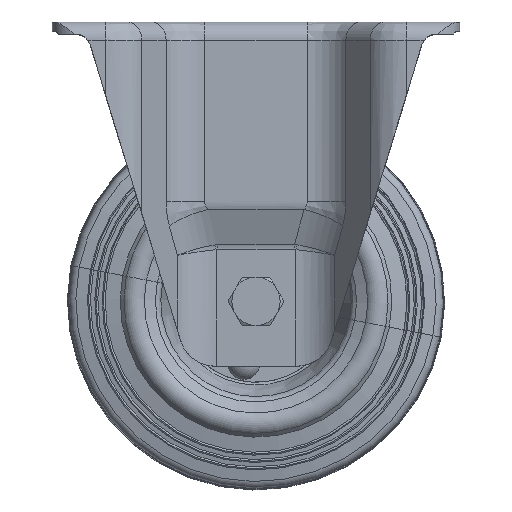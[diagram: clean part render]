
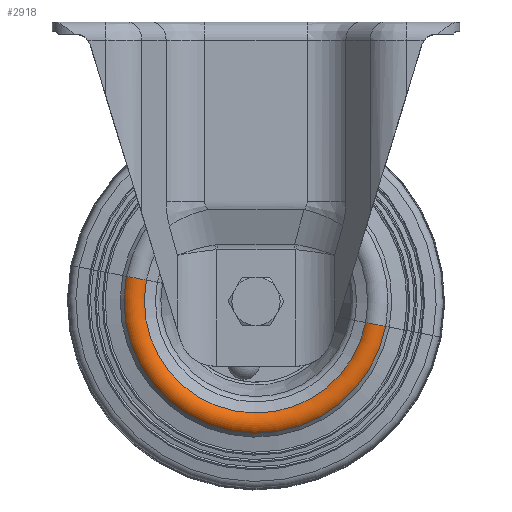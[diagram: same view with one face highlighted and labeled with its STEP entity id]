
A CAD part, top view. The second image highlights one B-rep face of the part: STEP entity #2918.
In plain terms, the highlighted toroidal (fillet/blend) face has major radius 40.354 mm and minor radius 4.5 mm.
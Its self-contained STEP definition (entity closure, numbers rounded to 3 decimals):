
#687 = CIRCLE ( 'NONE', #22465, 43.765 ) ;
#2245 = TOROIDAL_SURFACE ( 'NONE', #5678, 40.354, 4.5 ) ;
#2918 = ADVANCED_FACE ( 'NONE', ( #4617 ), #2245, .T. ) ;
#3747 = CARTESIAN_POINT ( 'NONE',  ( -26.963, -92.5, 14.8 ) ) ;
#4617 = FACE_OUTER_BOUND ( 'NONE', #23942, .T. ) ;
#5678 = AXIS2_PLACEMENT_3D ( 'NONE', #3747, #14099, #31719 ) ;
#5870 = CIRCLE ( 'NONE', #17104, 37. ) ;
#6248 = CARTESIAN_POINT ( 'NONE',  ( -63.291, -85.481, 17.8 ) ) ;
#7430 = DIRECTION ( 'NONE',  ( 0.19, 0.982, 0. ) ) ;
#10039 = CARTESIAN_POINT ( 'NONE',  ( -69.934, -84.198, 17.735 ) ) ;
#11120 = CARTESIAN_POINT ( 'NONE',  ( -66.585, -84.845, 14.8 ) ) ;
#12008 = CARTESIAN_POINT ( 'NONE',  ( -26.963, -92.5, 17.8 ) ) ;
#12110 = AXIS2_PLACEMENT_3D ( 'NONE', #11120, #28790, #13686 ) ;
#12117 = CIRCLE ( 'NONE', #31505, 4.5 ) ;
#13686 = DIRECTION ( 'NONE',  ( 0.982, -0.19, 0. ) ) ;
#13932 = DIRECTION ( 'NONE',  ( 0., 0., -1. ) ) ;
#14099 = DIRECTION ( 'NONE',  ( 0., 0., -1. ) ) ;
#14579 = DIRECTION ( 'NONE',  ( -0.982, 0.19, 0. ) ) ;
#17104 = AXIS2_PLACEMENT_3D ( 'NONE', #12008, #29676, #14579 ) ;
#17579 = VERTEX_POINT ( 'NONE', #32117 ) ;
#19077 = EDGE_CURVE ( 'NONE', #17579, #28215, #5870, .T. ) ;
#19579 = CARTESIAN_POINT ( 'NONE',  ( 16.007, -100.802, 17.735 ) ) ;
#20042 = ORIENTED_EDGE ( 'NONE', *, *, #20971, .F. ) ;
#20971 = EDGE_CURVE ( 'NONE', #24335, #32616, #687, .T. ) ;
#21532 = EDGE_CURVE ( 'NONE', #28215, #32616, #28338, .T. ) ;
#22465 = AXIS2_PLACEMENT_3D ( 'NONE', #29042, #13932, #31569 ) ;
#22601 = CARTESIAN_POINT ( 'NONE',  ( 12.658, -100.155, 14.8 ) ) ;
#23942 = EDGE_LOOP ( 'NONE', ( #24456, #26292, #29544, #20042 ) ) ;
#24335 = VERTEX_POINT ( 'NONE', #19579 ) ;
#24456 = ORIENTED_EDGE ( 'NONE', *, *, #31622, .F. ) ;
#25145 = DIRECTION ( 'NONE',  ( -0.982, 0.19, 0. ) ) ;
#26292 = ORIENTED_EDGE ( 'NONE', *, *, #19077, .T. ) ;
#28215 = VERTEX_POINT ( 'NONE', #6248 ) ;
#28338 = CIRCLE ( 'NONE', #12110, 4.5 ) ;
#28790 = DIRECTION ( 'NONE',  ( -0.19, -0.982, 0. ) ) ;
#29042 = CARTESIAN_POINT ( 'NONE',  ( -26.963, -92.5, 17.735 ) ) ;
#29544 = ORIENTED_EDGE ( 'NONE', *, *, #21532, .T. ) ;
#29676 = DIRECTION ( 'NONE',  ( 0., 0., -1. ) ) ;
#31505 = AXIS2_PLACEMENT_3D ( 'NONE', #22601, #7430, #25145 ) ;
#31569 = DIRECTION ( 'NONE',  ( -0.982, 0.19, 0. ) ) ;
#31622 = EDGE_CURVE ( 'NONE', #17579, #24335, #12117, .T. ) ;
#31719 = DIRECTION ( 'NONE',  ( -0.982, 0.19, 0. ) ) ;
#32117 = CARTESIAN_POINT ( 'NONE',  ( 9.365, -99.519, 17.8 ) ) ;
#32616 = VERTEX_POINT ( 'NONE', #10039 ) ;
